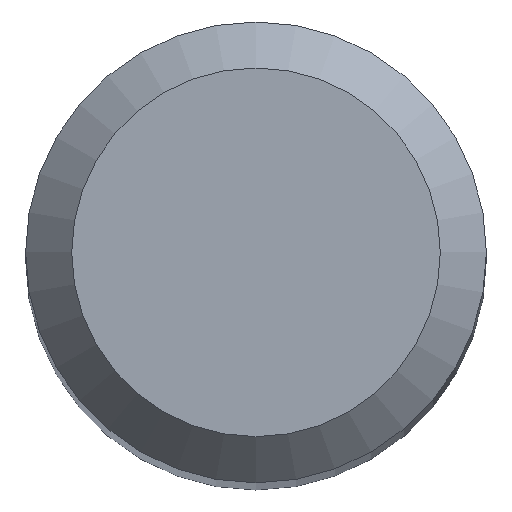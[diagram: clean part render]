
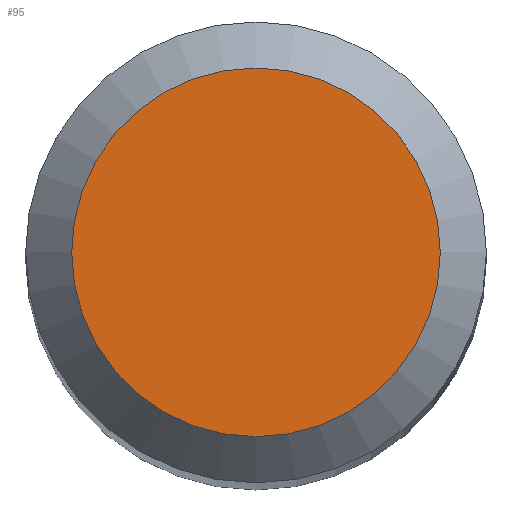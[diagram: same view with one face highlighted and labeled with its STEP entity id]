
A CAD part, top view. The second image highlights one B-rep face of the part: STEP entity #95.
In plain terms, the highlighted planar face has unit normal (0, 0, 1).
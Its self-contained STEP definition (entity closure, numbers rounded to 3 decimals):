
#10 = DIRECTION ( 'NONE',  ( -1., 0., 0. ) ) ;
#95 = ADVANCED_FACE ( 'NONE', ( #133 ), #327, .F. ) ;
#100 = DIRECTION ( 'NONE',  ( 0., 0., -1. ) ) ;
#128 = CARTESIAN_POINT ( 'NONE',  ( 0., 0., 38. ) ) ;
#131 = DIRECTION ( 'NONE',  ( -1., 0., 0. ) ) ;
#133 = FACE_OUTER_BOUND ( 'NONE', #230, .T. ) ;
#149 = AXIS2_PLACEMENT_3D ( 'NONE', #208, #100, #10 ) ;
#163 = VERTEX_POINT ( 'NONE', #276 ) ;
#204 = ORIENTED_EDGE ( 'NONE', *, *, #318, .F. ) ;
#208 = CARTESIAN_POINT ( 'NONE',  ( 0., 0., 38. ) ) ;
#219 = DIRECTION ( 'NONE',  ( 0., 0., -1. ) ) ;
#220 = CIRCLE ( 'NONE', #273, 1.2 ) ;
#230 = EDGE_LOOP ( 'NONE', ( #204 ) ) ;
#273 = AXIS2_PLACEMENT_3D ( 'NONE', #128, #219, #131 ) ;
#276 = CARTESIAN_POINT ( 'NONE',  ( -1.2, 0., 38. ) ) ;
#318 = EDGE_CURVE ( 'NONE', #163, #163, #220, .T. ) ;
#327 = PLANE ( 'NONE',  #149 ) ;
